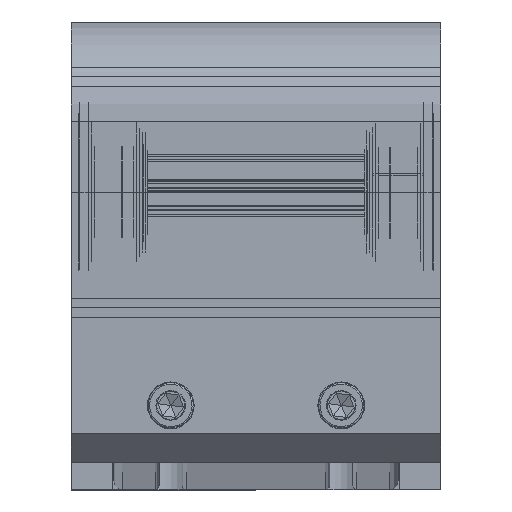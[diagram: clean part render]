
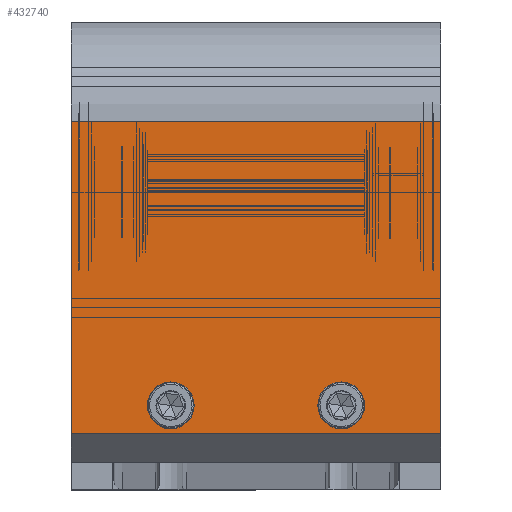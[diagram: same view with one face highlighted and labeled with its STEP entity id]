
A CAD part, top view. The second image highlights one B-rep face of the part: STEP entity #432740.
In plain terms, the highlighted planar face has unit normal (0, 0, 1).
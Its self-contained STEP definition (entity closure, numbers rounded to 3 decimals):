
#12924 = CARTESIAN_POINT ( 'NONE',  ( 78.467, 197.762, 762.525 ) ) ;
#13088 = EDGE_CURVE ( 'NONE', #392793, #308740, #403734, .T. ) ;
#25743 = AXIS2_PLACEMENT_3D ( 'NONE', #336716, #108616, #99900 ) ;
#28726 = CARTESIAN_POINT ( 'NONE',  ( 105.217, 207.762, 762.525 ) ) ;
#39765 = EDGE_CURVE ( 'NONE', #201166, #174934, #138804, .T. ) ;
#48639 = DIRECTION ( 'NONE',  ( 1., 0., 0. ) ) ;
#53812 = FACE_BOUND ( 'NONE', #174166, .T. ) ;
#75896 = CARTESIAN_POINT ( 'NONE',  ( 121.717, 207.762, 762.525 ) ) ;
#83021 = CARTESIAN_POINT ( 'NONE',  ( 181.717, 207.762, 762.525 ) ) ;
#86029 = AXIS2_PLACEMENT_3D ( 'NONE', #232897, #367819, #243845 ) ;
#91469 = PLANE ( 'NONE',  #376066 ) ;
#96632 = EDGE_LOOP ( 'NONE', ( #306350, #164516, #382526, #418424 ) ) ;
#99900 = DIRECTION ( 'NONE',  ( 1., 0., 0. ) ) ;
#106275 = VECTOR ( 'NONE', #187837, 1000. ) ;
#107514 = VERTEX_POINT ( 'NONE', #12924 ) ;
#108616 = DIRECTION ( 'NONE',  ( 0., 0., 1. ) ) ;
#111862 = EDGE_CURVE ( 'NONE', #308740, #392793, #188342, .T. ) ;
#115159 = DIRECTION ( 'NONE',  ( 0., 0., 1. ) ) ;
#124079 = EDGE_CURVE ( 'NONE', #430968, #233296, #163883, .T. ) ;
#132295 = ORIENTED_EDGE ( 'NONE', *, *, #186392, .F. ) ;
#137877 = CARTESIAN_POINT ( 'NONE',  ( 173.467, 207.762, 762.525 ) ) ;
#138804 = CIRCLE ( 'NONE', #386072, 8.25 ) ;
#143337 = CARTESIAN_POINT ( 'NONE',  ( 78.467, 307.762, 762.525 ) ) ;
#148763 = CARTESIAN_POINT ( 'NONE',  ( 208.467, 197.762, 762.525 ) ) ;
#163883 = LINE ( 'NONE', #433794, #347643 ) ;
#164516 = ORIENTED_EDGE ( 'NONE', *, *, #207073, .F. ) ;
#174166 = EDGE_LOOP ( 'NONE', ( #132295, #215157 ) ) ;
#174934 = VERTEX_POINT ( 'NONE', #75896 ) ;
#186392 = EDGE_CURVE ( 'NONE', #174934, #201166, #410883, .T. ) ;
#187837 = DIRECTION ( 'NONE',  ( 0., -1., 0. ) ) ;
#188342 = CIRCLE ( 'NONE', #25743, 8.25 ) ;
#201166 = VERTEX_POINT ( 'NONE', #28726 ) ;
#207073 = EDGE_CURVE ( 'NONE', #300606, #107514, #239520, .T. ) ;
#207756 = ORIENTED_EDGE ( 'NONE', *, *, #111862, .F. ) ;
#215157 = ORIENTED_EDGE ( 'NONE', *, *, #39765, .F. ) ;
#219999 = AXIS2_PLACEMENT_3D ( 'NONE', #137877, #230986, #272927 ) ;
#226332 = CARTESIAN_POINT ( 'NONE',  ( 208.467, 197.762, 762.525 ) ) ;
#230986 = DIRECTION ( 'NONE',  ( 0., 0., 1. ) ) ;
#232897 = CARTESIAN_POINT ( 'NONE',  ( 113.467, 207.762, 762.525 ) ) ;
#233296 = VERTEX_POINT ( 'NONE', #143337 ) ;
#239520 = LINE ( 'NONE', #367844, #327029 ) ;
#240309 = ORIENTED_EDGE ( 'NONE', *, *, #13088, .F. ) ;
#243845 = DIRECTION ( 'NONE',  ( 1., 0., 0. ) ) ;
#257978 = EDGE_LOOP ( 'NONE', ( #207756, #240309 ) ) ;
#258521 = LINE ( 'NONE', #393403, #106275 ) ;
#259597 = FACE_BOUND ( 'NONE', #257978, .T. ) ;
#261721 = DIRECTION ( 'NONE',  ( 0., 0., -1. ) ) ;
#270516 = DIRECTION ( 'NONE',  ( -1., 0., 0. ) ) ;
#271137 = DIRECTION ( 'NONE',  ( 0., -1., 0. ) ) ;
#272927 = DIRECTION ( 'NONE',  ( 1., 0., 0. ) ) ;
#297839 = LINE ( 'NONE', #430452, #383631 ) ;
#298828 = CARTESIAN_POINT ( 'NONE',  ( 165.217, 207.762, 762.525 ) ) ;
#300606 = VERTEX_POINT ( 'NONE', #148763 ) ;
#303503 = CARTESIAN_POINT ( 'NONE',  ( 113.467, 207.762, 762.525 ) ) ;
#306350 = ORIENTED_EDGE ( 'NONE', *, *, #363080, .T. ) ;
#308740 = VERTEX_POINT ( 'NONE', #83021 ) ;
#315675 = EDGE_CURVE ( 'NONE', #430968, #300606, #297839, .T. ) ;
#327029 = VECTOR ( 'NONE', #270516, 1000. ) ;
#336716 = CARTESIAN_POINT ( 'NONE',  ( 173.467, 207.762, 762.525 ) ) ;
#347643 = VECTOR ( 'NONE', #429395, 1000. ) ;
#361378 = DIRECTION ( 'NONE',  ( -1., 0., 0. ) ) ;
#363080 = EDGE_CURVE ( 'NONE', #233296, #107514, #258521, .T. ) ;
#367819 = DIRECTION ( 'NONE',  ( 0., 0., 1. ) ) ;
#367844 = CARTESIAN_POINT ( 'NONE',  ( 208.467, 197.762, 762.525 ) ) ;
#376066 = AXIS2_PLACEMENT_3D ( 'NONE', #226332, #261721, #361378 ) ;
#382526 = ORIENTED_EDGE ( 'NONE', *, *, #315675, .F. ) ;
#383631 = VECTOR ( 'NONE', #271137, 1000. ) ;
#386072 = AXIS2_PLACEMENT_3D ( 'NONE', #303503, #115159, #48639 ) ;
#390776 = CARTESIAN_POINT ( 'NONE',  ( 208.467, 307.762, 762.525 ) ) ;
#392793 = VERTEX_POINT ( 'NONE', #298828 ) ;
#393403 = CARTESIAN_POINT ( 'NONE',  ( 78.467, 197.762, 762.525 ) ) ;
#403734 = CIRCLE ( 'NONE', #219999, 8.25 ) ;
#410883 = CIRCLE ( 'NONE', #86029, 8.25 ) ;
#418424 = ORIENTED_EDGE ( 'NONE', *, *, #124079, .T. ) ;
#425439 = FACE_OUTER_BOUND ( 'NONE', #96632, .T. ) ;
#429395 = DIRECTION ( 'NONE',  ( -1., 0., 0. ) ) ;
#430452 = CARTESIAN_POINT ( 'NONE',  ( 208.467, 197.762, 762.525 ) ) ;
#430968 = VERTEX_POINT ( 'NONE', #390776 ) ;
#432740 = ADVANCED_FACE ( 'NONE', ( #53812, #259597, #425439 ), #91469, .F. ) ;
#433794 = CARTESIAN_POINT ( 'NONE',  ( 208.467, 307.762, 762.525 ) ) ;
